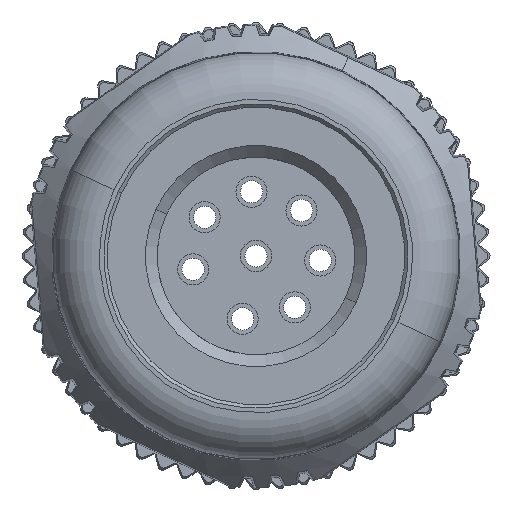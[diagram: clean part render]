
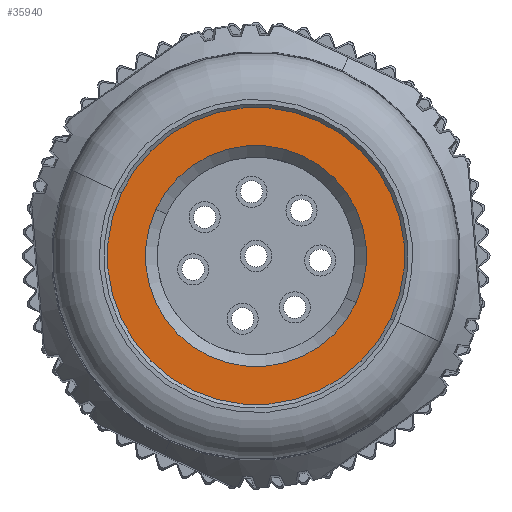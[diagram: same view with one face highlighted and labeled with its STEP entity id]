
A CAD part, front view. The second image highlights one B-rep face of the part: STEP entity #35940.
In plain terms, the highlighted planar face has unit normal (0, -1, 0).
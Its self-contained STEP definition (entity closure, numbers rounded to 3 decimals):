
#5449=CARTESIAN_POINT('',(0.,-50.144,
0.));
#5450=DIRECTION('',(0.,1.,0.));
#5451=DIRECTION('',(0.906,0.,-0.423));
#5452=AXIS2_PLACEMENT_3D('',#5449,#5450,#5451);
#5454=CARTESIAN_POINT('',(0.,-50.144,
0.));
#5455=DIRECTION('',(0.,1.,0.));
#5456=DIRECTION('',(-0.906,0.,0.423));
#5457=AXIS2_PLACEMENT_3D('',#5454,#5455,#5456);
#5459=CARTESIAN_POINT('',(0.,-50.144,0.));
#5460=DIRECTION('',(0.,-1.,0.));
#5461=DIRECTION('',(-0.906,0.,0.423));
#5462=AXIS2_PLACEMENT_3D('',#5459,#5460,#5461);
#5464=CARTESIAN_POINT('',(0.,-50.144,0.));
#5465=DIRECTION('',(0.,-1.,0.));
#5466=DIRECTION('',(0.906,0.,-0.423));
#5467=AXIS2_PLACEMENT_3D('',#5464,#5465,#5466);
#26032=CARTESIAN_POINT('',(-5.755,-50.144,
2.684));
#26033=VERTEX_POINT('',#26032);
#26034=CARTESIAN_POINT('',(5.755,-50.144,
-2.684));
#26035=VERTEX_POINT('',#26034);
#26036=CARTESIAN_POINT('',(-4.282,-50.144,
1.997));
#26037=CARTESIAN_POINT('',(4.282,-50.144,
-1.997));
#26038=VERTEX_POINT('',#26036);
#26039=VERTEX_POINT('',#26037);
#35925=CARTESIAN_POINT('',(0.,-50.144,0.));
#35926=DIRECTION('',(0.,-1.,0.));
#35927=DIRECTION('',(0.906,0.,-0.423));
#35928=AXIS2_PLACEMENT_3D('',#35925,#35926,#35927);
#35929=PLANE('',#35928);
#35931=ORIENTED_EDGE('',*,*,#35930,.T.);
#35933=ORIENTED_EDGE('',*,*,#35932,.T.);
#35934=EDGE_LOOP('',(#35931,#35933));
#35935=FACE_OUTER_BOUND('',#35934,.F.);
#35936=ORIENTED_EDGE('',*,*,#35879,.T.);
#35937=ORIENTED_EDGE('',*,*,#35894,.T.);
#35938=EDGE_LOOP('',(#35936,#35937));
#35939=FACE_BOUND('',#35938,.F.);
#35940=ADVANCED_FACE('',(#35935,#35939),#35929,.T.);
#5453=CIRCLE('',#5452,6.35);
#5458=CIRCLE('',#5457,6.35);
#5463=CIRCLE('',#5462,4.725);
#5468=CIRCLE('',#5467,4.725);
#35879=EDGE_CURVE('',#26038,#26039,#5463,.T.);
#35894=EDGE_CURVE('',#26039,#26038,#5468,.T.);
#35930=EDGE_CURVE('',#26035,#26033,#5453,.T.);
#35932=EDGE_CURVE('',#26033,#26035,#5458,.T.);
